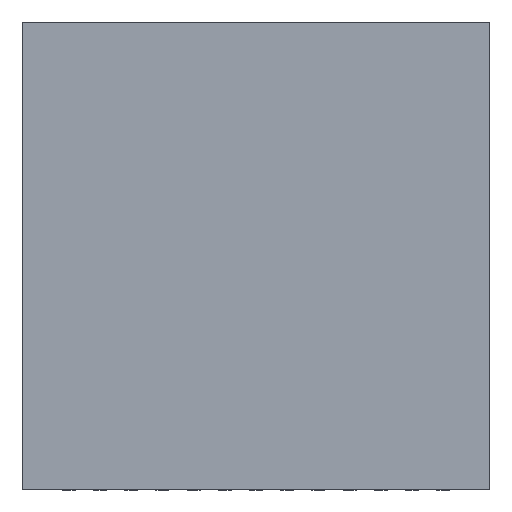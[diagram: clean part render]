
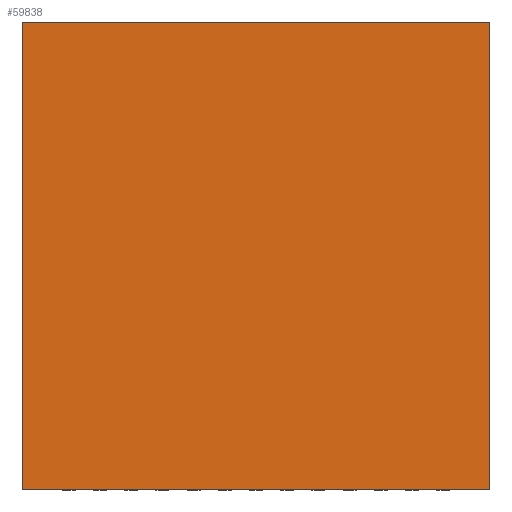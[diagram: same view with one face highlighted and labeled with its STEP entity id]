
A CAD part, top view. The second image highlights one B-rep face of the part: STEP entity #59838.
In plain terms, the highlighted face is planar.
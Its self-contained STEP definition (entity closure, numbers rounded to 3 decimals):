
#44633=DIRECTION('',(0.,0.,1.));
#44634=VECTOR('',#44633,9.);
#44635=CARTESIAN_POINT('',(-4.5,0.775,-4.5));
#44636=LINE('',#44635,#44634);
#44640=DIRECTION('',(-1.,0.,0.));
#44641=VECTOR('',#44640,9.);
#44642=CARTESIAN_POINT('',(4.5,0.775,-4.5));
#44643=LINE('',#44642,#44641);
#44647=DIRECTION('',(0.,0.,-1.));
#44648=VECTOR('',#44647,9.);
#44649=CARTESIAN_POINT('',(4.5,0.775,4.5));
#44650=LINE('',#44649,#44648);
#44654=DIRECTION('',(1.,0.,0.));
#44655=VECTOR('',#44654,9.);
#44656=CARTESIAN_POINT('',(-4.5,0.775,4.5));
#44657=LINE('',#44656,#44655);
#52339=CARTESIAN_POINT('',(-4.5,0.775,-4.5));
#52340=CARTESIAN_POINT('',(-4.5,0.775,4.5));
#52341=VERTEX_POINT('',#52339);
#52342=VERTEX_POINT('',#52340);
#52343=CARTESIAN_POINT('',(4.5,0.775,4.5));
#52344=VERTEX_POINT('',#52343);
#52345=CARTESIAN_POINT('',(4.5,0.775,-4.5));
#52346=VERTEX_POINT('',#52345);
#59827=CARTESIAN_POINT('',(0.,0.775,0.));
#59828=DIRECTION('',(0.,1.,0.));
#59829=DIRECTION('',(1.,0.,0.));
#59830=AXIS2_PLACEMENT_3D('',#59827,#59828,#59829);
#59831=PLANE('',#59830);
#59832=ORIENTED_EDGE('',*,*,#56605,.F.);
#59833=ORIENTED_EDGE('',*,*,#56950,.F.);
#59834=ORIENTED_EDGE('',*,*,#58272,.F.);
#59835=ORIENTED_EDGE('',*,*,#59509,.F.);
#59836=EDGE_LOOP('',(#59832,#59833,#59834,#59835));
#59837=FACE_OUTER_BOUND('',#59836,.F.);
#59838=ADVANCED_FACE('',(#59837),#59831,.T.);
#56605=EDGE_CURVE('',#52341,#52342,#44636,.T.);
#56950=EDGE_CURVE('',#52346,#52341,#44643,.T.);
#58272=EDGE_CURVE('',#52344,#52346,#44650,.T.);
#59509=EDGE_CURVE('',#52342,#52344,#44657,.T.);
